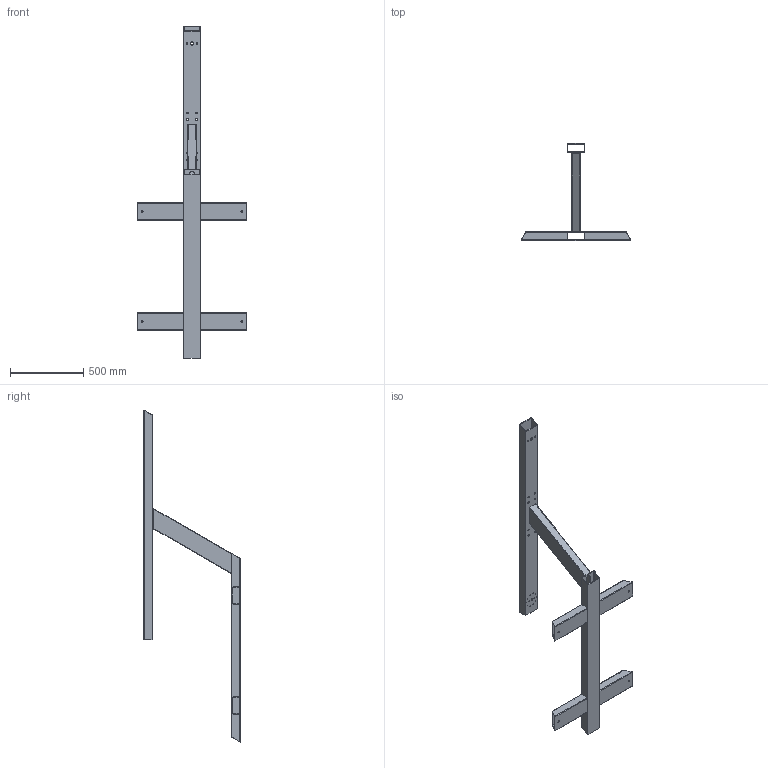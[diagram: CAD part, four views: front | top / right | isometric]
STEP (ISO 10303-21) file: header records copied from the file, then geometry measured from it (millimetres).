
FILE_DESCRIPTION (( 'STEP AP203' ), '1' );
FILE_NAME ('Structure-table-v1.0.STEP', '2024-10-28T13:28:30', ( '' ), ( '' ), 'SwSTEP 2.0', 'SolidWorks 2024', '' );
FILE_SCHEMA (( 'CONFIG_CONTROL_DESIGN' ));
Length unit declared in the file: millimetre
Products named in the file (1): Structure-table-v1.0
Bounding box: 750 x 660 x 2266.41 mm (x, y, z)
Volume: 7771002.9 mm3; surface area: 3097430.4 mm2
Topology: 7 solids, 7 shells, 240 faces, 678 edges, 452 vertices
Faces by surface type: cylinder 166, plane 74
Entity records: 8171 total; most frequent: CARTESIAN_POINT 1587, ORIENTED_EDGE 1356, DIRECTION 1348, EDGE_CURVE 678, AXIS2_PLACEMENT_3D 501, VERTEX_POINT 452, EDGE_LOOP 362, LINE 346
